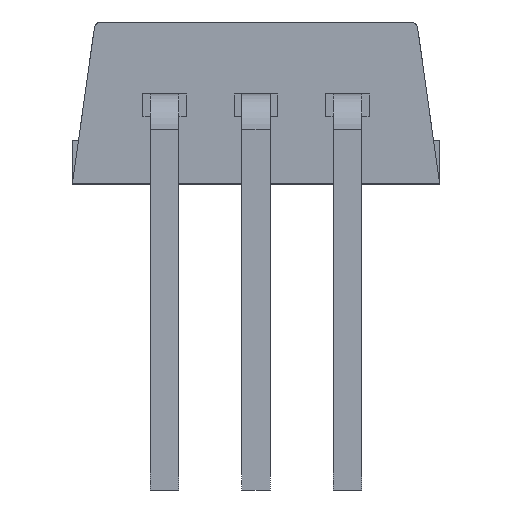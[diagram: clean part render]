
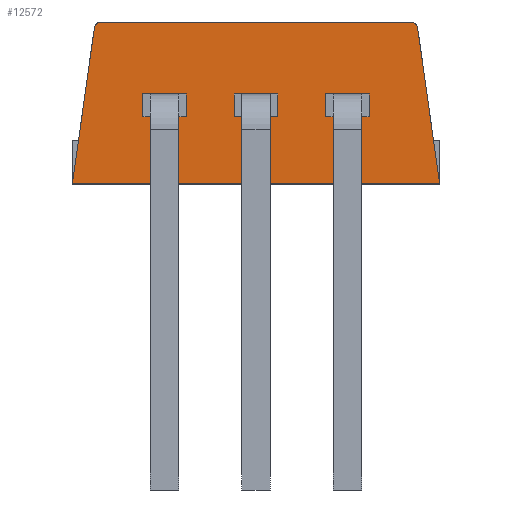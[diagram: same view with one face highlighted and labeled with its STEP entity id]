
A CAD part, front view. The second image highlights one B-rep face of the part: STEP entity #12572.
In plain terms, the highlighted planar face has unit normal (0, -1, 0).
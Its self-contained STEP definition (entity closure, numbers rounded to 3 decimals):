
#26 = CARTESIAN_POINT ( 'NONE',  ( 0.632, 0., 0. ) ) ;
#128 = VERTEX_POINT ( 'NONE', #17055 ) ;
#183 = VERTEX_POINT ( 'NONE', #18263 ) ;
#273 = DIRECTION ( 'NONE',  ( 0., -1., 0. ) ) ;
#769 = CARTESIAN_POINT ( 'NONE',  ( 9.568, 0., -2. ) ) ;
#808 = VECTOR ( 'NONE', #3638, 1000. ) ;
#861 = LINE ( 'NONE', #7225, #16041 ) ;
#889 = ORIENTED_EDGE ( 'NONE', *, *, #7394, .F. ) ;
#894 = FACE_BOUND ( 'NONE', #17756, .T. ) ;
#934 = VERTEX_POINT ( 'NONE', #2797 ) ;
#1213 = EDGE_CURVE ( 'NONE', #11974, #10484, #11574, .T. ) ;
#1317 = VERTEX_POINT ( 'NONE', #15204 ) ;
#1347 = FACE_BOUND ( 'NONE', #15202, .T. ) ;
#1370 = VECTOR ( 'NONE', #10639, 1000. ) ;
#1393 = VERTEX_POINT ( 'NONE', #6868 ) ;
#1759 = CIRCLE ( 'NONE', #4135, 0.2 ) ;
#1841 = LINE ( 'NONE', #4616, #1370 ) ;
#1893 = ORIENTED_EDGE ( 'NONE', *, *, #17569, .F. ) ;
#1901 = LINE ( 'NONE', #4956, #13182 ) ;
#1946 = VECTOR ( 'NONE', #12059, 1000. ) ;
#2255 = DIRECTION ( 'NONE',  ( 0., 0., 1. ) ) ;
#2395 = DIRECTION ( 'NONE',  ( 0., 0., 1. ) ) ;
#2424 = VECTOR ( 'NONE', #5898, 1000. ) ;
#2519 = VERTEX_POINT ( 'NONE', #17285 ) ;
#2579 = DIRECTION ( 'NONE',  ( 0.139, 0., -0.99 ) ) ;
#2797 = CARTESIAN_POINT ( 'NONE',  ( 8.24, 0., -2.5 ) ) ;
#2958 = EDGE_CURVE ( 'NONE', #18718, #10992, #1841, .T. ) ;
#2974 = LINE ( 'NONE', #3730, #6426 ) ;
#3088 = DIRECTION ( 'NONE',  ( 0., -1., 0. ) ) ;
#3227 = ORIENTED_EDGE ( 'NONE', *, *, #3673, .F. ) ;
#3284 = VECTOR ( 'NONE', #4772, 1000. ) ;
#3362 = CARTESIAN_POINT ( 'NONE',  ( 4.5, 0., -2. ) ) ;
#3473 = CARTESIAN_POINT ( 'NONE',  ( 9.568, 0., 0. ) ) ;
#3541 = DIRECTION ( 'NONE',  ( -1., 0., 0. ) ) ;
#3638 = DIRECTION ( 'NONE',  ( 1., 0., 0. ) ) ;
#3673 = EDGE_CURVE ( 'NONE', #128, #16550, #18159, .T. ) ;
#3730 = CARTESIAN_POINT ( 'NONE',  ( 4.5, 0., -2.5 ) ) ;
#3858 = VERTEX_POINT ( 'NONE', #9553 ) ;
#4039 = EDGE_CURVE ( 'NONE', #17386, #183, #2974, .T. ) ;
#4135 = AXIS2_PLACEMENT_3D ( 'NONE', #11869, #3088, #13377 ) ;
#4464 = VECTOR ( 'NONE', #18126, 1000. ) ;
#4568 = EDGE_CURVE ( 'NONE', #16976, #18131, #8692, .T. ) ;
#4616 = CARTESIAN_POINT ( 'NONE',  ( 1.96, 0., -2. ) ) ;
#4749 = CARTESIAN_POINT ( 'NONE',  ( 8.24, 0., -2. ) ) ;
#4772 = DIRECTION ( 'NONE',  ( -1., 0., 0. ) ) ;
#4775 = CARTESIAN_POINT ( 'NONE',  ( 0.608, 0., -0.172 ) ) ;
#4823 = FACE_BOUND ( 'NONE', #13760, .T. ) ;
#4956 = CARTESIAN_POINT ( 'NONE',  ( 1.96, 0., -2. ) ) ;
#4975 = ORIENTED_EDGE ( 'NONE', *, *, #17467, .F. ) ;
#5137 = EDGE_CURVE ( 'NONE', #10992, #11974, #8166, .T. ) ;
#5269 = EDGE_CURVE ( 'NONE', #10247, #17386, #13698, .T. ) ;
#5295 = ORIENTED_EDGE ( 'NONE', *, *, #5137, .F. ) ;
#5329 = LINE ( 'NONE', #4749, #9234 ) ;
#5512 = CARTESIAN_POINT ( 'NONE',  ( 8.24, 0., -2. ) ) ;
#5666 = EDGE_CURVE ( 'NONE', #1393, #3858, #7907, .T. ) ;
#5725 = CARTESIAN_POINT ( 'NONE',  ( 10.2, 0., -4.5 ) ) ;
#5898 = DIRECTION ( 'NONE',  ( 0., 0., -1. ) ) ;
#6131 = AXIS2_PLACEMENT_3D ( 'NONE', #769, #11036, #2255 ) ;
#6159 = DIRECTION ( 'NONE',  ( 0., 0., 1. ) ) ;
#6166 = CARTESIAN_POINT ( 'NONE',  ( 9.568, 0., 0. ) ) ;
#6243 = CARTESIAN_POINT ( 'NONE',  ( 9.592, 0., -0.172 ) ) ;
#6299 = CARTESIAN_POINT ( 'NONE',  ( 1.95, 0., -4.5 ) ) ;
#6351 = DIRECTION ( 'NONE',  ( 1., 0., 0. ) ) ;
#6426 = VECTOR ( 'NONE', #7920, 1000. ) ;
#6505 = EDGE_CURVE ( 'NONE', #1317, #10247, #15699, .T. ) ;
#6868 = CARTESIAN_POINT ( 'NONE',  ( 0.806, 0., 0. ) ) ;
#6908 = VECTOR ( 'NONE', #14660, 1000. ) ;
#7140 = EDGE_CURVE ( 'NONE', #18131, #2519, #7181, .T. ) ;
#7174 = ORIENTED_EDGE ( 'NONE', *, *, #2958, .F. ) ;
#7181 = LINE ( 'NONE', #6299, #3284 ) ;
#7225 = CARTESIAN_POINT ( 'NONE',  ( 7.04, 0., -2.5 ) ) ;
#7385 = ORIENTED_EDGE ( 'NONE', *, *, #8078, .F. ) ;
#7394 = EDGE_CURVE ( 'NONE', #934, #18974, #5329, .T. ) ;
#7471 = AXIS2_PLACEMENT_3D ( 'NONE', #9110, #273, #10561 ) ;
#7844 = CARTESIAN_POINT ( 'NONE',  ( 4.5, 0., -2. ) ) ;
#7907 = LINE ( 'NONE', #3473, #15269 ) ;
#7920 = DIRECTION ( 'NONE',  ( 1., 0., 0. ) ) ;
#8017 = ORIENTED_EDGE ( 'NONE', *, *, #1213, .F. ) ;
#8078 = EDGE_CURVE ( 'NONE', #10484, #18718, #1901, .T. ) ;
#8166 = LINE ( 'NONE', #17849, #808 ) ;
#8692 = LINE ( 'NONE', #6166, #12603 ) ;
#8738 = FACE_OUTER_BOUND ( 'NONE', #15920, .T. ) ;
#8849 = CARTESIAN_POINT ( 'NONE',  ( 1.96, 0., -2.5 ) ) ;
#8928 = ORIENTED_EDGE ( 'NONE', *, *, #5666, .F. ) ;
#9110 = CARTESIAN_POINT ( 'NONE',  ( 0.806, 0., -0.2 ) ) ;
#9234 = VECTOR ( 'NONE', #6159, 1000. ) ;
#9553 = CARTESIAN_POINT ( 'NONE',  ( 9.394, 0., 0. ) ) ;
#9772 = LINE ( 'NONE', #10505, #1946 ) ;
#9837 = EDGE_CURVE ( 'NONE', #16550, #934, #861, .T. ) ;
#10007 = CARTESIAN_POINT ( 'NONE',  ( 3.16, 0., -2.5 ) ) ;
#10033 = ORIENTED_EDGE ( 'NONE', *, *, #4568, .F. ) ;
#10043 = CARTESIAN_POINT ( 'NONE',  ( 7.04, 0., -2. ) ) ;
#10247 = VERTEX_POINT ( 'NONE', #3362 ) ;
#10259 = LINE ( 'NONE', #11180, #18080 ) ;
#10484 = VERTEX_POINT ( 'NONE', #15457 ) ;
#10505 = CARTESIAN_POINT ( 'NONE',  ( 7.04, 0., -2. ) ) ;
#10561 = DIRECTION ( 'NONE',  ( 0., 0., 1. ) ) ;
#10631 = DIRECTION ( 'NONE',  ( 0., 0., 1. ) ) ;
#10639 = DIRECTION ( 'NONE',  ( 0., 0., -1. ) ) ;
#10691 = EDGE_CURVE ( 'NONE', #16976, #3858, #1759, .T. ) ;
#10735 = CARTESIAN_POINT ( 'NONE',  ( 7.04, 0., -2.5 ) ) ;
#10898 = VECTOR ( 'NONE', #16110, 1000. ) ;
#10992 = VERTEX_POINT ( 'NONE', #8849 ) ;
#11036 = DIRECTION ( 'NONE',  ( 0., 1., 0. ) ) ;
#11180 = CARTESIAN_POINT ( 'NONE',  ( 5.7, 0., -2. ) ) ;
#11574 = LINE ( 'NONE', #18948, #12057 ) ;
#11869 = CARTESIAN_POINT ( 'NONE',  ( 9.394, 0., -0.2 ) ) ;
#11974 = VERTEX_POINT ( 'NONE', #10007 ) ;
#12057 = VECTOR ( 'NONE', #10631, 1000. ) ;
#12059 = DIRECTION ( 'NONE',  ( -1., 0., 0. ) ) ;
#12286 = EDGE_CURVE ( 'NONE', #1393, #16973, #13353, .T. ) ;
#12411 = ORIENTED_EDGE ( 'NONE', *, *, #10691, .T. ) ;
#12572 = ADVANCED_FACE ( 'NONE', ( #1347, #8738, #4823, #894 ), #15416, .F. ) ;
#12603 = VECTOR ( 'NONE', #2579, 1000. ) ;
#12859 = CARTESIAN_POINT ( 'NONE',  ( 4.5, 0., -2.5 ) ) ;
#13056 = ORIENTED_EDGE ( 'NONE', *, *, #6505, .F. ) ;
#13182 = VECTOR ( 'NONE', #3541, 1000. ) ;
#13353 = CIRCLE ( 'NONE', #7471, 0.2 ) ;
#13377 = DIRECTION ( 'NONE',  ( 0., 0., 1. ) ) ;
#13698 = LINE ( 'NONE', #18250, #2424 ) ;
#13740 = ORIENTED_EDGE ( 'NONE', *, *, #7140, .F. ) ;
#13760 = EDGE_LOOP ( 'NONE', ( #19010, #17829, #14908, #13056 ) ) ;
#13917 = EDGE_CURVE ( 'NONE', #183, #1317, #10259, .T. ) ;
#13948 = ORIENTED_EDGE ( 'NONE', *, *, #12286, .T. ) ;
#14635 = DIRECTION ( 'NONE',  ( 1., 0., 0. ) ) ;
#14660 = DIRECTION ( 'NONE',  ( 0., 0., -1. ) ) ;
#14908 = ORIENTED_EDGE ( 'NONE', *, *, #5269, .F. ) ;
#15202 = EDGE_LOOP ( 'NONE', ( #8017, #5295, #7174, #7385 ) ) ;
#15204 = CARTESIAN_POINT ( 'NONE',  ( 5.7, 0., -2. ) ) ;
#15269 = VECTOR ( 'NONE', #6351, 1000. ) ;
#15416 = PLANE ( 'NONE',  #6131 ) ;
#15457 = CARTESIAN_POINT ( 'NONE',  ( 3.16, 0., -2. ) ) ;
#15699 = LINE ( 'NONE', #7844, #4464 ) ;
#15920 = EDGE_LOOP ( 'NONE', ( #8928, #13948, #4975, #13740, #10033, #12411 ) ) ;
#16041 = VECTOR ( 'NONE', #14635, 1000. ) ;
#16110 = DIRECTION ( 'NONE',  ( 0.139, 0., 0.99 ) ) ;
#16550 = VERTEX_POINT ( 'NONE', #10735 ) ;
#16973 = VERTEX_POINT ( 'NONE', #4775 ) ;
#16976 = VERTEX_POINT ( 'NONE', #6243 ) ;
#17055 = CARTESIAN_POINT ( 'NONE',  ( 7.04, 0., -2. ) ) ;
#17285 = CARTESIAN_POINT ( 'NONE',  ( 0., 0., -4.5 ) ) ;
#17386 = VERTEX_POINT ( 'NONE', #12859 ) ;
#17467 = EDGE_CURVE ( 'NONE', #2519, #16973, #18277, .T. ) ;
#17532 = CARTESIAN_POINT ( 'NONE',  ( 1.96, 0., -2. ) ) ;
#17569 = EDGE_CURVE ( 'NONE', #18974, #128, #9772, .T. ) ;
#17756 = EDGE_LOOP ( 'NONE', ( #889, #18414, #3227, #1893 ) ) ;
#17829 = ORIENTED_EDGE ( 'NONE', *, *, #4039, .F. ) ;
#17849 = CARTESIAN_POINT ( 'NONE',  ( 1.96, 0., -2.5 ) ) ;
#18080 = VECTOR ( 'NONE', #2395, 1000. ) ;
#18126 = DIRECTION ( 'NONE',  ( -1., 0., 0. ) ) ;
#18131 = VERTEX_POINT ( 'NONE', #5725 ) ;
#18159 = LINE ( 'NONE', #10043, #6908 ) ;
#18250 = CARTESIAN_POINT ( 'NONE',  ( 4.5, 0., -2. ) ) ;
#18263 = CARTESIAN_POINT ( 'NONE',  ( 5.7, 0., -2.5 ) ) ;
#18277 = LINE ( 'NONE', #26, #10898 ) ;
#18414 = ORIENTED_EDGE ( 'NONE', *, *, #9837, .F. ) ;
#18718 = VERTEX_POINT ( 'NONE', #17532 ) ;
#18948 = CARTESIAN_POINT ( 'NONE',  ( 3.16, 0., -2. ) ) ;
#18974 = VERTEX_POINT ( 'NONE', #5512 ) ;
#19010 = ORIENTED_EDGE ( 'NONE', *, *, #13917, .F. ) ;
